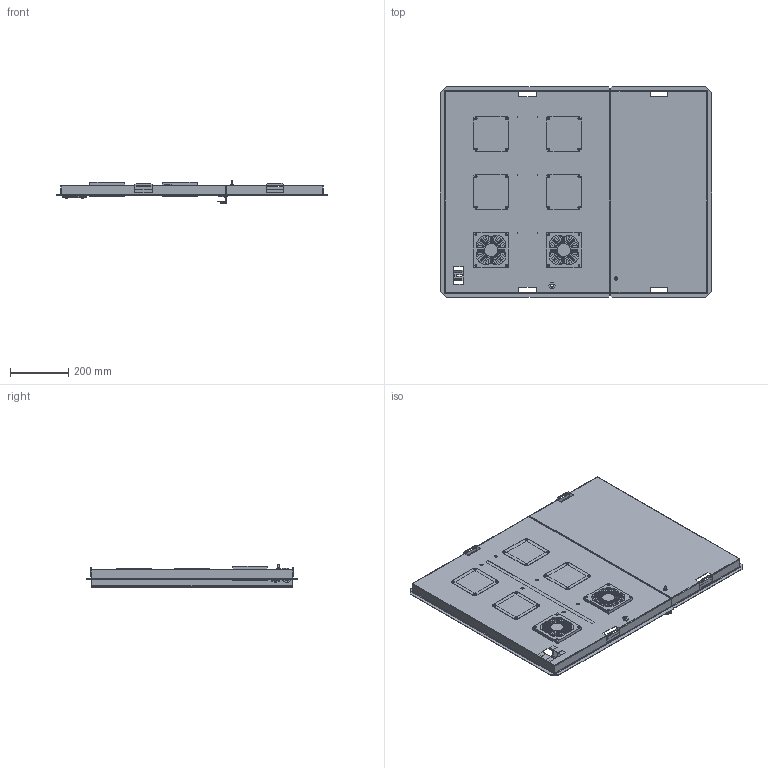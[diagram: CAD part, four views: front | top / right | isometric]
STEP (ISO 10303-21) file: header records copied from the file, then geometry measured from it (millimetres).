
FILE_DESCRIPTION (( 'STEP AP203' ), '1' );
FILE_NAME ('UR7715208010 Ïàíåëü Âåíòèëÿòîðíàÿ äâóõñåêöèîííàÿ RS52 80.100 (2 âåíòèëÿòîðà, òåðìîðåãóëÿòîð) (000.801.635-04).STEP', '2022-04-26T13:24:43', ( '' ), ( '' ), 'SwSTEP 2.0', 'SolidWorks 2017', '' );
FILE_SCHEMA (( 'CONFIG_CONTROL_DESIGN' ));
Length unit declared in the file: millimetre
Products named in the file (27): 033-38 ч蜱齁罻; 淟檍瀖00; pan head cross collar screw_din_DIN 967 - M3 x 4 - Z --- 3N; Ñàëüíèê PG 9 TDM; 嵑殧趌11371_6; 蹴濋趌5915_M6; 嵑殧趌11371_5; 014-12 DIN-ðåéêà OMEGA 3ÀF_00; 000.701.146 Ïàíåëü ðàìû âåðõíÿÿ RS52 80.00_80.100; 嵑殧趌6402_6; 000.801.630 Êîìïëåêò ïàíåëè ðàìû âåðõíåé RS52 80.00_80.100; 嵑殧趌6402_5; Êëåìíàÿ êîëîäêà; 029-298 ﾊ煇鳫; Çàêëåïêà ðåçüáîâàÿ óìåíüøåííûé áîðòèê ñ íàñå÷êîé_Œ5å11,5; Øïèëüêà çàçåìëåíèÿ CKF CS_Œ6å16; 012-2100 Ïàíåëü ðàìû âåðõíÿÿ RS52 80.00_80.100; 000.169.062 ﾊ煇鳫; 019-67 砑鳧罻_00; Óïëîòíèòåëü äûìà P-îáðàçíûé_850å850; 000.801.631 Êîìïëåêò âåíòèëÿòîðíîé ïàíåëè ñ òåðìîðåãóëÿòîðîì RS52 80.00_2å ¢¥­â¨«ïâ®à­ ï; UR7715208010 Ïàíåëü Âåíòèëÿòîðíàÿ äâóõñåêöèîííàÿ RS52 80.100 (2 âåíòèëÿòîðà, òåðìîðåãóëÿòîð) (000.801.635-04); 000.701.147 Ïàíåëü âåíòèëÿòîðà RS52 80.00; Âåíòèëÿòîð FK6628.230; 012-2101 Ïàíåëü âåíòèëÿòîðà RS52 80.00; 026-669 赶鎀鍧; 蹴濋趌5915_M5
Assembly tree (124 placements, depth 5):
  UR7715208010 Ïàíåëü Âåíòèëÿòîðíàÿ äâóõñåêöèîííàÿ RS52 80.100 (2 âåíòèëÿòîðà, òåðìîðåãóëÿòîð) (000.801.635-04)
    000.801.631 Êîìïëåêò âåíòèëÿòîðíîé ïàíåëè ñ òåðìîðåãóëÿòîðîì RS52 80.00_2å ¢¥­â¨«ïâ®à­ ï
      000.701.147 Ïàíåëü âåíòèëÿòîðà RS52 80.00
        012-2101 Ïàíåëü âåíòèëÿòîðà RS52 80.00
        Øïèëüêà çàçåìëåíèÿ CKF CS_Œ6å16  x6
        019-67 砑鳧罻_00
        026-669 赶鎀鍧  x2
        000.169.062 ﾊ煇鳫  x2
          029-298 ﾊ煇鳫
          Çàêëåïêà ðåçüáîâàÿ óìåíüøåííûé áîðòèê ñ íàñå÷êîé_Œ5å11,5
      Âåíòèëÿòîð FK6628.230  x2
      014-12 DIN-ðåéêà OMEGA 3ÀF_00
      pan head cross collar screw_din_DIN 967 - M3 x 4 - Z --- 3N  x18
      033-38 ч蜱齁罻  x4
      蹴濋趌5915_M5  x16
      嵑殧趌6402_5  x18
      Êëåìíàÿ êîëîäêà
      淟檍瀖00  x3
      嵑殧趌11371_6  x6
      嵑殧趌6402_6  x6
      蹴濋趌5915_M6  x6
      Ñàëüíèê PG 9 TDM  x2
      嵑殧趌11371_5  x18
      Óïëîòíèòåëü äûìà P-îáðàçíûé_850å850
    000.801.630 Êîìïëåêò ïàíåëè ðàìû âåðõíåé RS52 80.00_80.100
      000.701.146 Ïàíåëü ðàìû âåðõíÿÿ RS52 80.00_80.100
        012-2100 Ïàíåëü ðàìû âåðõíÿÿ RS52 80.00_80.100
        Øïèëüêà çàçåìëåíèÿ CKF CS_Œ6å16
        026-669 赶鎀鍧  x2
Bounding box: 934 x 725 x 78.99 mm (x, y, z)
Volume: 1863900.1 mm3; surface area: 2211887.1 mm2
Topology: 128 solids, 128 shells, 3849 faces, 9554 edges, 6122 vertices
Faces by surface type: plane 2042, cylinder 1363, bspline 164, cone 130, sphere 98, torus 52
Entity records: 59329 total; most frequent: CARTESIAN_POINT 12888, DIRECTION 8660, ORIENTED_EDGE 8274, EDGE_CURVE 4137, AXIS2_PLACEMENT_3D 3068, VERTEX_POINT 2642, LINE 2524, VECTOR 2524
